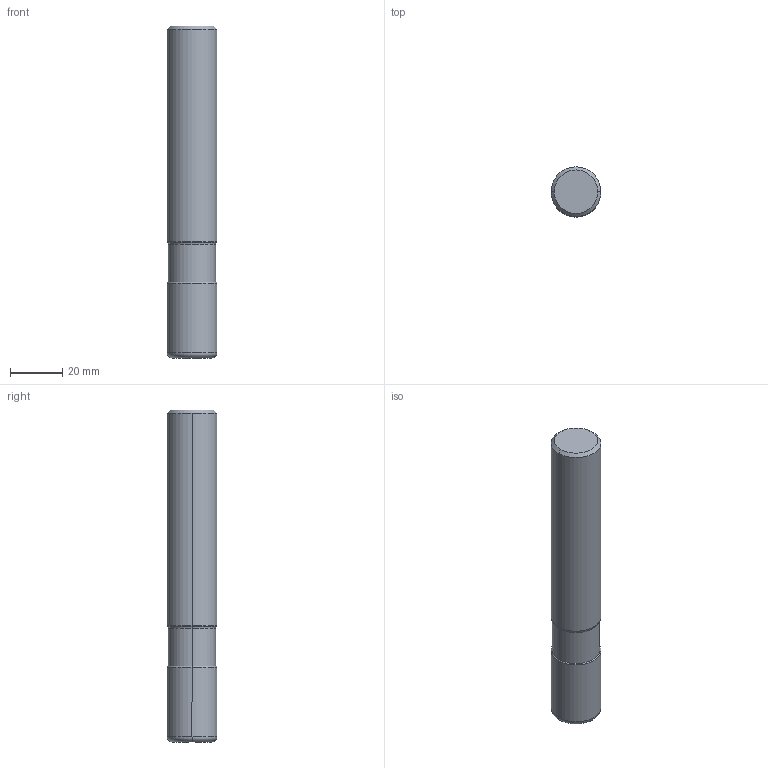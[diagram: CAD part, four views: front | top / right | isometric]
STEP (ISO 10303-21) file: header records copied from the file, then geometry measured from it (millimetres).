
FILE_DESCRIPTION(/* description */ (''),/* implementation_level */ '2;1');
FILE_NAME(/* name */ 'APX3KUR121FN12S11A04_IR0_079.stp',/* time_stamp */ '2021-09-08T11:44:54+09:00',/* author */ (''),/* organization */ (''),/* preprocessor_version */ 'ST-DEVELOPER v16',/* originating_system */ 'SIEMENS PLM Software NX 10.0',/* authorisation */ '');
FILE_SCHEMA (('AUTOMOTIVE_DESIGN { 1 0 10303 214 3 1 1 1 }'));
Length unit declared in the file: millimetre
Products named in the file (1): APX3KUR121FN12S11A04_IR0_079_ASM
Bounding box: 19.05 x 19.05 x 127 mm (x, y, z)
Volume: 41857.2 mm3; surface area: 10610.8 mm2
Topology: 2 solids, 2 shells, 90 faces, 223 edges, 169 vertices
Faces by surface type: torus 32, cone 24, cylinder 12, bspline 8, revolution 8, plane 6
Entity records: 3154 total; most frequent: CARTESIAN_POINT 805, DIRECTION 537, ORIENTED_EDGE 392, AXIS2_PLACEMENT_3D 243, EDGE_CURVE 196, CIRCLE 158, VERTEX_POINT 112, EDGE_LOOP 94
